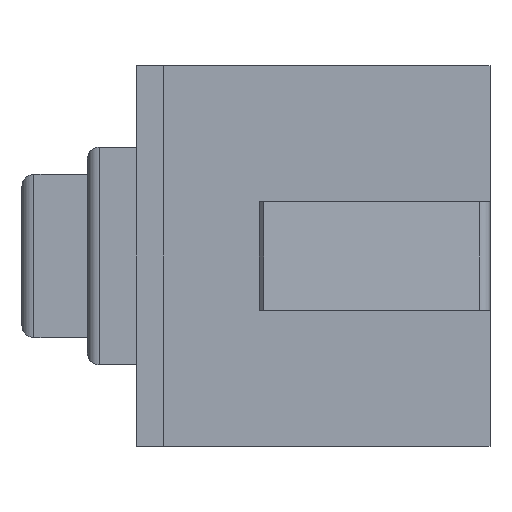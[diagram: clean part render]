
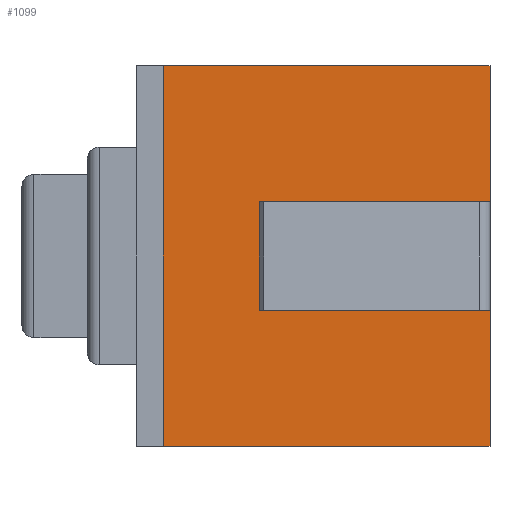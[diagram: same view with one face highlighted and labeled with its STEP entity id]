
A CAD part, left-side view. The second image highlights one B-rep face of the part: STEP entity #1099.
In plain terms, the highlighted planar face has unit normal (-1, 0, 0).
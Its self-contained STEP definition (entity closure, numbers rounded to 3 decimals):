
#38 = VERTEX_POINT ( 'NONE', #1970 ) ;
#62 = CARTESIAN_POINT ( 'NONE',  ( -3., 3., -1.75 ) ) ;
#85 = VECTOR ( 'NONE', #207, 1000. ) ;
#88 = EDGE_CURVE ( 'NONE', #709, #1468, #1607, .T. ) ;
#107 = VERTEX_POINT ( 'NONE', #213 ) ;
#134 = DIRECTION ( 'NONE',  ( 0., 0., 1. ) ) ;
#172 = ORIENTED_EDGE ( 'NONE', *, *, #2019, .T. ) ;
#190 = DIRECTION ( 'NONE',  ( 0., -1., 0. ) ) ;
#192 = ORIENTED_EDGE ( 'NONE', *, *, #380, .T. ) ;
#207 = DIRECTION ( 'NONE',  ( 0., 0., 1. ) ) ;
#213 = CARTESIAN_POINT ( 'NONE',  ( -3., 0., 1.75 ) ) ;
#345 = FACE_OUTER_BOUND ( 'NONE', #904, .T. ) ;
#380 = EDGE_CURVE ( 'NONE', #871, #2021, #1513, .T. ) ;
#444 = VERTEX_POINT ( 'NONE', #587 ) ;
#507 = LINE ( 'NONE', #1426, #1729 ) ;
#511 = AXIS2_PLACEMENT_3D ( 'NONE', #2328, #1407, #1967 ) ;
#587 = CARTESIAN_POINT ( 'NONE',  ( -3., 3., 1.75 ) ) ;
#635 = DIRECTION ( 'NONE',  ( 0., 0., -1. ) ) ;
#638 = VECTOR ( 'NONE', #2315, 1000. ) ;
#679 = LINE ( 'NONE', #682, #1079 ) ;
#682 = CARTESIAN_POINT ( 'NONE',  ( -3., 0.353, 0.5 ) ) ;
#709 = VERTEX_POINT ( 'NONE', #2062 ) ;
#752 = CARTESIAN_POINT ( 'NONE',  ( -3., 0.353, 0.5 ) ) ;
#756 = CARTESIAN_POINT ( 'NONE',  ( -3., 3., 1.75 ) ) ;
#759 = CARTESIAN_POINT ( 'NONE',  ( -3., 3., -1.75 ) ) ;
#769 = EDGE_CURVE ( 'NONE', #1468, #1309, #679, .T. ) ;
#871 = VERTEX_POINT ( 'NONE', #62 ) ;
#904 = EDGE_LOOP ( 'NONE', ( #1227, #172, #1248, #1133, #1159, #2077, #1543, #192 ) ) ;
#931 = EDGE_CURVE ( 'NONE', #709, #107, #2259, .T. ) ;
#960 = VECTOR ( 'NONE', #190, 1000. ) ;
#984 = CARTESIAN_POINT ( 'NONE',  ( -3., 0., -0.5 ) ) ;
#993 = DIRECTION ( 'NONE',  ( 0., 0., 1. ) ) ;
#1079 = VECTOR ( 'NONE', #635, 1000. ) ;
#1099 = ADVANCED_FACE ( 'NONE', ( #345 ), #2414, .F. ) ;
#1133 = ORIENTED_EDGE ( 'NONE', *, *, #88, .F. ) ;
#1159 = ORIENTED_EDGE ( 'NONE', *, *, #931, .T. ) ;
#1227 = ORIENTED_EDGE ( 'NONE', *, *, #1709, .T. ) ;
#1248 = ORIENTED_EDGE ( 'NONE', *, *, #769, .F. ) ;
#1309 = VERTEX_POINT ( 'NONE', #2190 ) ;
#1340 = CARTESIAN_POINT ( 'NONE',  ( -3., 0., 0.5 ) ) ;
#1407 = DIRECTION ( 'NONE',  ( 1., 0., 0. ) ) ;
#1426 = CARTESIAN_POINT ( 'NONE',  ( -3., 0., -1.75 ) ) ;
#1468 = VERTEX_POINT ( 'NONE', #752 ) ;
#1513 = LINE ( 'NONE', #2091, #960 ) ;
#1543 = ORIENTED_EDGE ( 'NONE', *, *, #2442, .F. ) ;
#1560 = VECTOR ( 'NONE', #2036, 1000. ) ;
#1595 = LINE ( 'NONE', #759, #85 ) ;
#1607 = LINE ( 'NONE', #1340, #638 ) ;
#1649 = VECTOR ( 'NONE', #134, 1000. ) ;
#1661 = EDGE_CURVE ( 'NONE', #444, #107, #1883, .T. ) ;
#1709 = EDGE_CURVE ( 'NONE', #2021, #38, #507, .T. ) ;
#1729 = VECTOR ( 'NONE', #993, 1000. ) ;
#1747 = LINE ( 'NONE', #984, #1560 ) ;
#1883 = LINE ( 'NONE', #756, #2037 ) ;
#1967 = DIRECTION ( 'NONE',  ( 0., 0., -1. ) ) ;
#1970 = CARTESIAN_POINT ( 'NONE',  ( -3., 0., -0.5 ) ) ;
#1986 = CARTESIAN_POINT ( 'NONE',  ( -3., 0., -1.75 ) ) ;
#2019 = EDGE_CURVE ( 'NONE', #38, #1309, #1747, .T. ) ;
#2021 = VERTEX_POINT ( 'NONE', #1986 ) ;
#2036 = DIRECTION ( 'NONE',  ( 0., 1., 0. ) ) ;
#2037 = VECTOR ( 'NONE', #2280, 1000. ) ;
#2062 = CARTESIAN_POINT ( 'NONE',  ( -3., 0., 0.5 ) ) ;
#2077 = ORIENTED_EDGE ( 'NONE', *, *, #1661, .F. ) ;
#2091 = CARTESIAN_POINT ( 'NONE',  ( -3., 3., -1.75 ) ) ;
#2140 = CARTESIAN_POINT ( 'NONE',  ( -3., 0., -1.75 ) ) ;
#2190 = CARTESIAN_POINT ( 'NONE',  ( -3., 0.353, -0.5 ) ) ;
#2259 = LINE ( 'NONE', #2140, #1649 ) ;
#2280 = DIRECTION ( 'NONE',  ( 0., -1., 0. ) ) ;
#2315 = DIRECTION ( 'NONE',  ( 0., 1., 0. ) ) ;
#2328 = CARTESIAN_POINT ( 'NONE',  ( -3., 3., -1.75 ) ) ;
#2414 = PLANE ( 'NONE',  #511 ) ;
#2442 = EDGE_CURVE ( 'NONE', #871, #444, #1595, .T. ) ;
